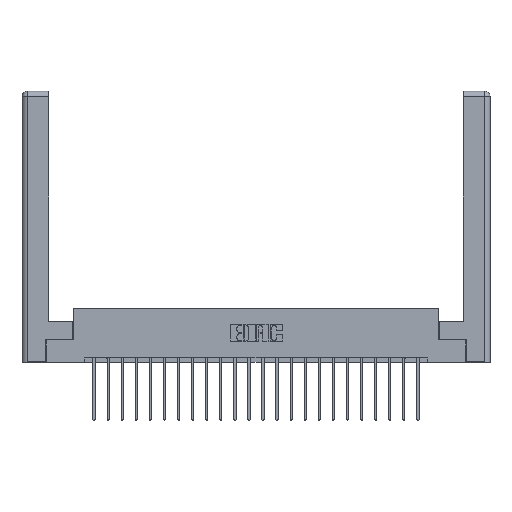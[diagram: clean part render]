
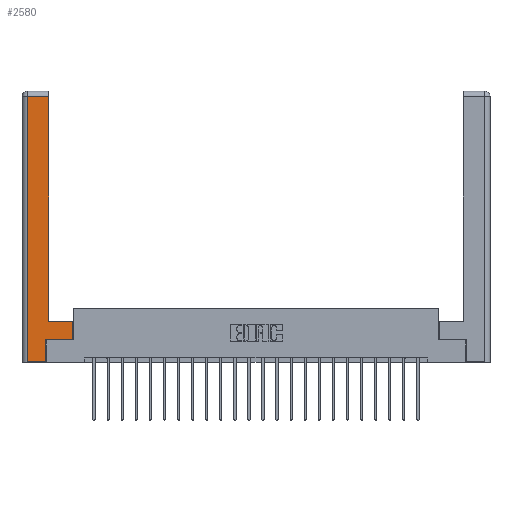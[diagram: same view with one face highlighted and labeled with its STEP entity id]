
A CAD part, top view. The second image highlights one B-rep face of the part: STEP entity #2580.
In plain terms, the highlighted planar face has unit normal (0, 0, 1).
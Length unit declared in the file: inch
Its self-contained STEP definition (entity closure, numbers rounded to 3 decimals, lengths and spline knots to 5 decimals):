
#1064 = DIRECTION ( 'NONE',  ( -1., 0., 0. ) ) ;
#1635 = VERTEX_POINT ( 'NONE', #14665 ) ;
#1649 = VECTOR ( 'NONE', #1064, 39.37008 ) ;
#1812 = LINE ( 'NONE', #13423, #22582 ) ;
#2232 = ORIENTED_EDGE ( 'NONE', *, *, #9465, .T. ) ;
#2301 = VERTEX_POINT ( 'NONE', #20826 ) ;
#2408 = CARTESIAN_POINT ( 'NONE',  ( 0.295, 2.94, 0. ) ) ;
#2580 = ADVANCED_FACE ( 'NONE', ( #22144 ), #8573, .F. ) ;
#3009 = CARTESIAN_POINT ( 'NONE',  ( 0.0615, 0., 0. ) ) ;
#3311 = DIRECTION ( 'NONE',  ( 0., -1., 0. ) ) ;
#3734 = CARTESIAN_POINT ( 'NONE',  ( 0.295, 0.45, 0. ) ) ;
#5977 = LINE ( 'NONE', #12926, #23388 ) ;
#6075 = CARTESIAN_POINT ( 'NONE',  ( 0.565, 0.245, 0. ) ) ;
#6399 = CARTESIAN_POINT ( 'NONE',  ( 0.0615, 0., 0. ) ) ;
#6900 = VERTEX_POINT ( 'NONE', #2408 ) ;
#6906 = DIRECTION ( 'NONE',  ( 0., 1., 0. ) ) ;
#7561 = VERTEX_POINT ( 'NONE', #13578 ) ;
#7788 = ORIENTED_EDGE ( 'NONE', *, *, #10321, .T. ) ;
#7943 = DIRECTION ( 'NONE',  ( 1., 0., 0. ) ) ;
#8240 = LINE ( 'NONE', #6399, #13624 ) ;
#8573 = PLANE ( 'NONE',  #14438 ) ;
#9058 = ORIENTED_EDGE ( 'NONE', *, *, #17827, .T. ) ;
#9465 = EDGE_CURVE ( 'NONE', #7561, #17143, #8240, .T. ) ;
#10189 = VERTEX_POINT ( 'NONE', #18474 ) ;
#10269 = VECTOR ( 'NONE', #6906, 39.37008 ) ;
#10321 = EDGE_CURVE ( 'NONE', #6900, #7561, #18130, .T. ) ;
#10652 = CARTESIAN_POINT ( 'NONE',  ( 0.265, 0., 0. ) ) ;
#10995 = VECTOR ( 'NONE', #7943, 39.37008 ) ;
#11005 = EDGE_CURVE ( 'NONE', #2301, #1635, #14425, .T. ) ;
#11397 = LINE ( 'NONE', #17815, #10269 ) ;
#11812 = VECTOR ( 'NONE', #13133, 39.37008 ) ;
#11998 = DIRECTION ( 'NONE',  ( -1., 0., 0. ) ) ;
#12926 = CARTESIAN_POINT ( 'NONE',  ( 0.265, 0., 0. ) ) ;
#13133 = DIRECTION ( 'NONE',  ( -1., 0., 0. ) ) ;
#13233 = LINE ( 'NONE', #3734, #11812 ) ;
#13306 = DIRECTION ( 'NONE',  ( 0., 1., 0. ) ) ;
#13423 = CARTESIAN_POINT ( 'NONE',  ( 0.265, 0.245, 0. ) ) ;
#13578 = CARTESIAN_POINT ( 'NONE',  ( 0.0615, 2.94, 0. ) ) ;
#13624 = VECTOR ( 'NONE', #3311, 39.37008 ) ;
#13755 = ORIENTED_EDGE ( 'NONE', *, *, #22968, .T. ) ;
#14425 = LINE ( 'NONE', #6075, #10995 ) ;
#14438 = AXIS2_PLACEMENT_3D ( 'NONE', #17550, #19384, #11998 ) ;
#14665 = CARTESIAN_POINT ( 'NONE',  ( 0.565, 0.245, 0. ) ) ;
#14886 = CARTESIAN_POINT ( 'NONE',  ( 0.295, 3., 0. ) ) ;
#15014 = DIRECTION ( 'NONE',  ( 0., 1., 0. ) ) ;
#16149 = VERTEX_POINT ( 'NONE', #18647 ) ;
#16341 = ORIENTED_EDGE ( 'NONE', *, *, #16685, .T. ) ;
#16685 = EDGE_CURVE ( 'NONE', #16149, #6900, #21261, .T. ) ;
#17143 = VERTEX_POINT ( 'NONE', #3009 ) ;
#17550 = CARTESIAN_POINT ( 'NONE',  ( 0., 0., 0. ) ) ;
#17815 = CARTESIAN_POINT ( 'NONE',  ( 0.565, 0.45, 0. ) ) ;
#17827 = EDGE_CURVE ( 'NONE', #10189, #16149, #13233, .T. ) ;
#18130 = LINE ( 'NONE', #20540, #1649 ) ;
#18350 = EDGE_CURVE ( 'NONE', #21782, #2301, #1812, .T. ) ;
#18474 = CARTESIAN_POINT ( 'NONE',  ( 0.565, 0.45, 0. ) ) ;
#18633 = DIRECTION ( 'NONE',  ( 1., 0., 0. ) ) ;
#18647 = CARTESIAN_POINT ( 'NONE',  ( 0.295, 0.45, 0. ) ) ;
#19384 = DIRECTION ( 'NONE',  ( 0., 0., -1. ) ) ;
#20104 = VECTOR ( 'NONE', #13306, 39.37008 ) ;
#20152 = EDGE_CURVE ( 'NONE', #1635, #10189, #11397, .T. ) ;
#20540 = CARTESIAN_POINT ( 'NONE',  ( 0.0615, 2.94, 0. ) ) ;
#20826 = CARTESIAN_POINT ( 'NONE',  ( 0.265, 0.245, 0. ) ) ;
#21177 = ORIENTED_EDGE ( 'NONE', *, *, #20152, .T. ) ;
#21261 = LINE ( 'NONE', #14886, #20104 ) ;
#21512 = ORIENTED_EDGE ( 'NONE', *, *, #18350, .T. ) ;
#21782 = VERTEX_POINT ( 'NONE', #10652 ) ;
#22144 = FACE_OUTER_BOUND ( 'NONE', #23024, .T. ) ;
#22582 = VECTOR ( 'NONE', #15014, 39.37008 ) ;
#22968 = EDGE_CURVE ( 'NONE', #17143, #21782, #5977, .T. ) ;
#23024 = EDGE_LOOP ( 'NONE', ( #16341, #7788, #2232, #13755, #21512, #23179, #21177, #9058 ) ) ;
#23179 = ORIENTED_EDGE ( 'NONE', *, *, #11005, .T. ) ;
#23388 = VECTOR ( 'NONE', #18633, 39.37008 ) ;
